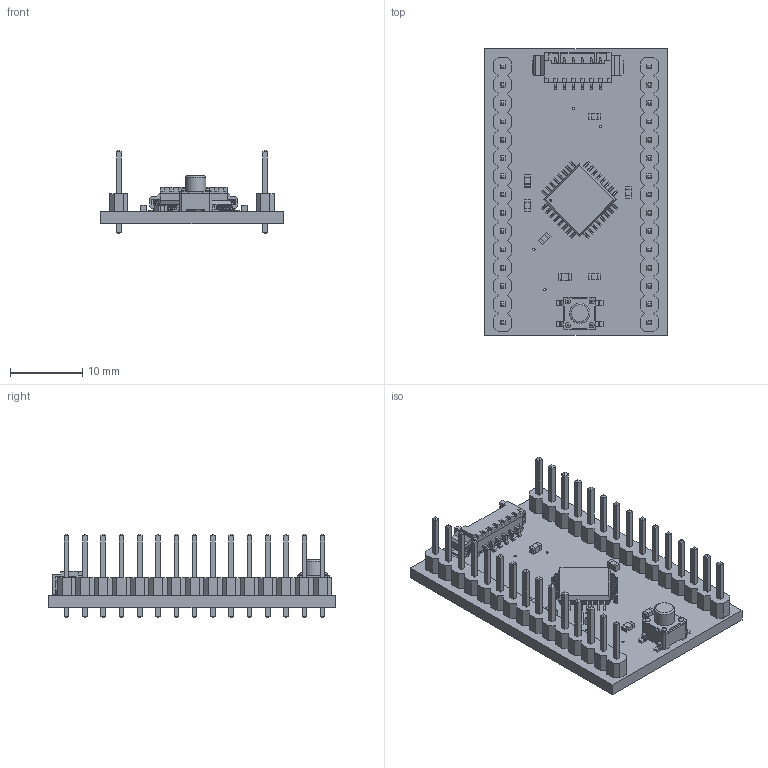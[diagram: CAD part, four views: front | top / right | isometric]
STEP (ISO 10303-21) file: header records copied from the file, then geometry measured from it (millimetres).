
FILE_DESCRIPTION(/* description */ (''),/* implementation_level */ '2;1');
FILE_NAME(/* name */ '363cfa4a-85c0-477a-9ba1-00e9fd1fe8e9.stp',/* time_stamp */ '2021-08-22T17:22:27+00:00',/* author */ (''),/* organization */ (''),/* preprocessor_version */ 'ST-DEVELOPER v18.1',/* originating_system */ 'Autodesk Translation Framework v10.10.0.1391',/* authorisation */ '');
FILE_SCHEMA (('AUTOMOTIVE_DESIGN { 1 0 10303 214 3 1 1 }'));
Length unit declared in the file: millimetre
Products named in the file (9): 363cfa4a-85c0-477a-9ba1-00e9fd1fe8e9; PCB Component; Board; 1uF; 0532610671; 100k; PTS; STM32L071KBT6; 1X15
Assembly tree (14 placements, depth 3):
  363cfa4a-85c0-477a-9ba1-00e9fd1fe8e9
    PCB Component
      Board
      1uF  x5
      0532610671
      100k  x2
      PTS
      STM32L071KBT6
      1X15  x2
Bounding box: 25.4 x 39.8 x 11.54 mm (x, y, z)
Volume: 2415.3 mm3; surface area: 4521.2 mm2
Topology: 46 solids, 46 shells, 1852 faces, 4648 edges, 2970 vertices
Faces by surface type: plane 1549, cylinder 266, sphere 32, bspline 4, torus 1
Full cylindrical faces by diameter (mm): 0.288 x1, 0.305 x10, 0.7 x4, 1.016 x30, 2.8 x1
Entity records: 42337 total; most frequent: CARTESIAN_POINT 7369, ORIENTED_EDGE 7040, DIRECTION 6811, EDGE_CURVE 3520, LINE 3019, VECTOR 3019, VERTEX_POINT 2274, AXIS2_PLACEMENT_3D 1896
